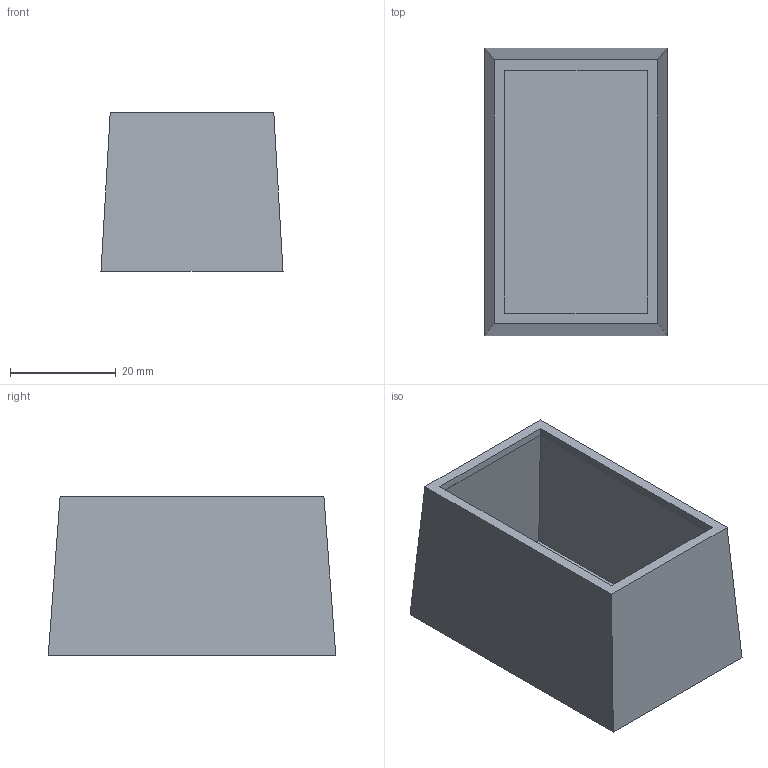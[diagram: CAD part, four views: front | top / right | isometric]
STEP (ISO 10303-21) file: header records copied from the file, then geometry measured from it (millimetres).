
FILE_DESCRIPTION (( 'STEP AP203' ), '1' );
FILE_NAME ('Çàãëóøêà òîðöåâàÿ BPO_BPO5029.STEP', '2012-11-21T12:35:53', ( 'Àñååâ' ), ( '' ), 'SwSTEP 2.0', 'SolidWorks 2012', '' );
FILE_SCHEMA (( 'CONFIG_CONTROL_DESIGN' ));
Length unit declared in the file: millimetre
Products named in the file (1): Çàãëóøêà òîðöåâàÿ BPO_BPO5029
Bounding box: 34.5 x 54.5 x 30 mm (x, y, z)
Volume: 7022.9 mm3; surface area: 13758.4 mm2
Topology: 1 solids, 1 shells, 23 faces, 52 edges, 32 vertices
Faces by surface type: plane 23
Entity records: 699 total; most frequent: CARTESIAN_POINT 108, ORIENTED_EDGE 104, DIRECTION 100, EDGE_CURVE 52, VECTOR 52, LINE 52, VERTEX_POINT 32, AXIS2_PLACEMENT_3D 24
